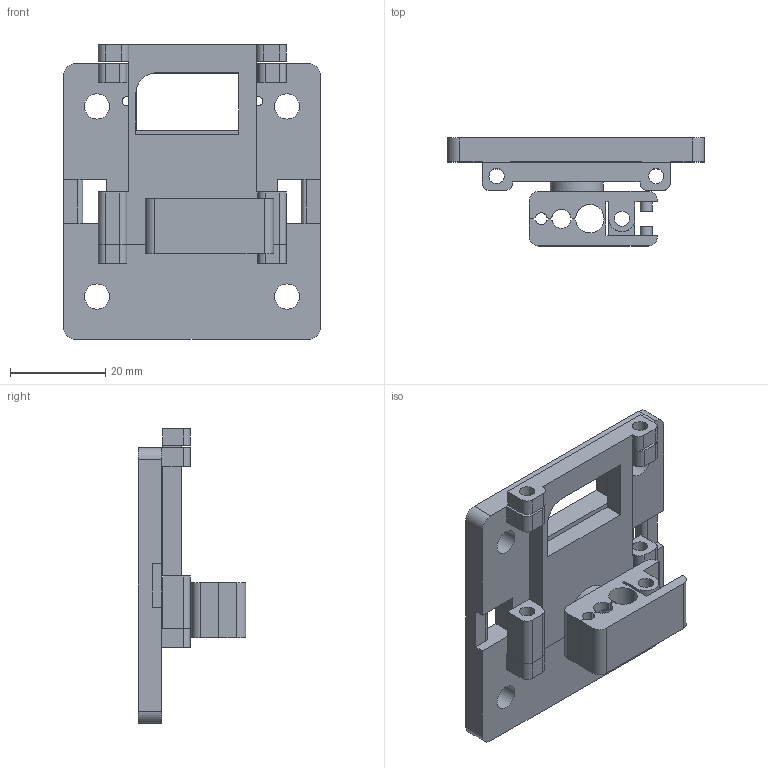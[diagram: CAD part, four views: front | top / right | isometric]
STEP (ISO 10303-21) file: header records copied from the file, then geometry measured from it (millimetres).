
FILE_DESCRIPTION(/* description */ ('STEP AP242','CAx-IF Rec.Pracs.---Representation and Presentation of Product Manufacturing Information (PMI)---4.0---2014-10-13','CAx-IF Rec.Pracs.---3D Tessellated Geometry---0.4---2014-09-14','2;1'),/* implementation_level */ '2;1');
FILE_NAME(/* name */ '662e3ebc6af28a5a4d843c75',/* time_stamp */ '2024-04-28T12:19:10Z',/* author */ (''),/* organization */ (''),/* preprocessor_version */ 'ST-DEVELOPER v20',/* originating_system */ ' ',/* authorisation */ ' ');
FILE_SCHEMA (('AP242_MANAGED_MODEL_BASED_3D_ENGINEERING_MIM_LF { 1 0 10303 442 1 1 4 }'));
Length unit declared in the file: metre
Products named in the file (4): Pen lifter; 2020 gantry y-ax; Pen clip (fixed end); pen clip top
Bounding box: 54 x 22.7 x 62 mm (x, y, z)
Volume: 19159.8 mm3; surface area: 13893.9 mm2
Topology: 4 solids, 4 shells, 198 faces, 562 edges, 375 vertices
Faces by surface type: plane 113, cylinder 85
Full cylindrical faces by diameter (mm): 2 x2, 2.5 x2, 3.2 x11, 5.2 x2, 5.3 x4, 8.3 x1, 11.158 x1
Entity records: 6503 total; most frequent: CARTESIAN_POINT 1148, DIRECTION 1092, ORIENTED_EDGE 1064, EDGE_CURVE 532, VERTEX_POINT 368, AXIS2_PLACEMENT_3D 368, LINE 356, VECTOR 356
